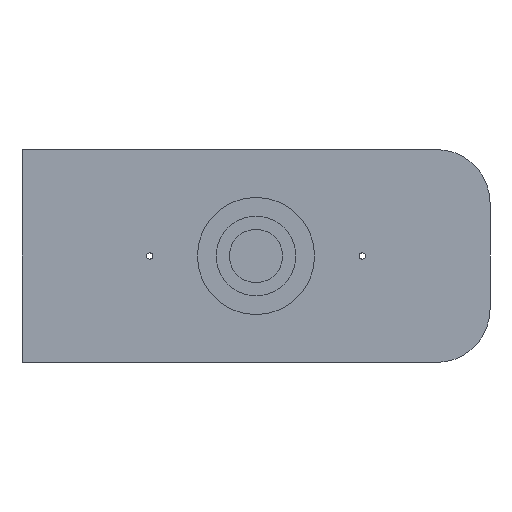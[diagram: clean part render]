
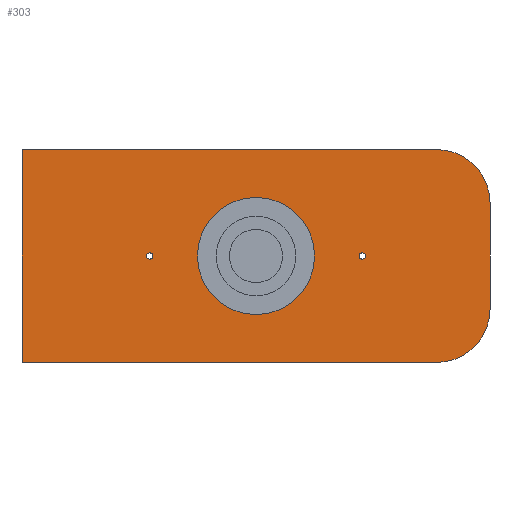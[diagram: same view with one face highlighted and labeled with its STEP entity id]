
A CAD part, front view. The second image highlights one B-rep face of the part: STEP entity #303.
In plain terms, the highlighted planar face has unit normal (0, -1, 0).
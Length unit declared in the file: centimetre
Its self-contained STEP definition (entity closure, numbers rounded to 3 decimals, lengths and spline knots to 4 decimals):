
#16=FACE_BOUND('',#56,.T.);
#17=FACE_BOUND('',#57,.T.);
#18=FACE_BOUND('',#58,.T.);
#23=PLANE('',#355);
#37=FACE_OUTER_BOUND('',#55,.T.);
#55=EDGE_LOOP('',(#227,#228,#229,#230,#231,#232));
#56=EDGE_LOOP('',(#233));
#57=EDGE_LOOP('',(#234));
#58=EDGE_LOOP('',(#235,#236));
#74=LINE('',#511,#93);
#75=LINE('',#515,#94);
#76=LINE('',#517,#95);
#77=LINE('',#518,#96);
#93=VECTOR('',#425,1.);
#94=VECTOR('',#428,1.);
#95=VECTOR('',#429,1.);
#96=VECTOR('',#430,1.);
#109=CIRCLE('',#335,0.6);
#112=CIRCLE('',#339,0.6);
#121=CIRCLE('',#352,11.);
#122=CIRCLE('',#353,11.);
#123=CIRCLE('',#356,10.);
#124=CIRCLE('',#357,10.);
#129=VERTEX_POINT('',#467);
#132=VERTEX_POINT('',#475);
#141=VERTEX_POINT('',#500);
#142=VERTEX_POINT('',#502);
#143=VERTEX_POINT('',#507);
#144=VERTEX_POINT('',#508);
#145=VERTEX_POINT('',#510);
#146=VERTEX_POINT('',#512);
#147=VERTEX_POINT('',#514);
#148=VERTEX_POINT('',#516);
#158=EDGE_CURVE('',#129,#129,#109,.T.);
#162=EDGE_CURVE('',#132,#132,#112,.T.);
#174=EDGE_CURVE('',#142,#141,#121,.T.);
#175=EDGE_CURVE('',#141,#142,#122,.T.);
#176=EDGE_CURVE('',#143,#144,#123,.T.);
#177=EDGE_CURVE('',#145,#143,#74,.T.);
#178=EDGE_CURVE('',#146,#145,#124,.T.);
#179=EDGE_CURVE('',#147,#146,#75,.T.);
#180=EDGE_CURVE('',#148,#147,#76,.T.);
#181=EDGE_CURVE('',#144,#148,#77,.T.);
#227=ORIENTED_EDGE('',*,*,#176,.F.);
#228=ORIENTED_EDGE('',*,*,#177,.F.);
#229=ORIENTED_EDGE('',*,*,#178,.F.);
#230=ORIENTED_EDGE('',*,*,#179,.F.);
#231=ORIENTED_EDGE('',*,*,#180,.F.);
#232=ORIENTED_EDGE('',*,*,#181,.F.);
#233=ORIENTED_EDGE('',*,*,#158,.T.);
#234=ORIENTED_EDGE('',*,*,#162,.T.);
#235=ORIENTED_EDGE('',*,*,#174,.T.);
#236=ORIENTED_EDGE('',*,*,#175,.T.);
#303=ADVANCED_FACE('',(#37,#16,#17,#18),#23,.F.);
#335=AXIS2_PLACEMENT_3D('',#469,#377,#378);
#339=AXIS2_PLACEMENT_3D('',#477,#386,#387);
#352=AXIS2_PLACEMENT_3D('',#503,#415,#416);
#353=AXIS2_PLACEMENT_3D('',#504,#417,#418);
#355=AXIS2_PLACEMENT_3D('',#506,#421,#422);
#356=AXIS2_PLACEMENT_3D('',#509,#423,#424);
#357=AXIS2_PLACEMENT_3D('',#513,#426,#427);
#377=DIRECTION('center_axis',(0.,1.,0.));
#378=DIRECTION('ref_axis',(1.,0.,0.));
#386=DIRECTION('center_axis',(0.,1.,0.));
#387=DIRECTION('ref_axis',(1.,0.,0.));
#415=DIRECTION('center_axis',(0.,1.,0.));
#416=DIRECTION('ref_axis',(1.,0.,0.));
#417=DIRECTION('center_axis',(0.,1.,0.));
#418=DIRECTION('ref_axis',(1.,0.,0.));
#421=DIRECTION('center_axis',(0.,1.,0.));
#422=DIRECTION('ref_axis',(0.,0.,1.));
#423=DIRECTION('center_axis',(0.,1.,0.));
#424=DIRECTION('ref_axis',(0.707,0.,-0.707));
#425=DIRECTION('',(0.,0.,-1.));
#426=DIRECTION('center_axis',(0.,1.,0.));
#427=DIRECTION('ref_axis',(0.707,0.,0.707));
#428=DIRECTION('',(1.,0.,0.));
#429=DIRECTION('',(0.,0.,1.));
#430=DIRECTION('',(-1.,0.,0.));
#467=CARTESIAN_POINT('',(19.4,0.,0.));
#469=CARTESIAN_POINT('Origin',(20.,0.,0.));
#475=CARTESIAN_POINT('',(-20.6,0.,0.));
#477=CARTESIAN_POINT('Origin',(-20.,0.,0.));
#500=CARTESIAN_POINT('',(-11.,0.,0.));
#502=CARTESIAN_POINT('',(11.,0.,0.));
#503=CARTESIAN_POINT('Origin',(0.,0.,0.));
#504=CARTESIAN_POINT('Origin',(0.,0.,0.));
#506=CARTESIAN_POINT('Origin',(0.,0.,0.));
#507=CARTESIAN_POINT('',(44.,0.,-10.));
#508=CARTESIAN_POINT('',(34.,0.,-20.));
#509=CARTESIAN_POINT('Origin',(34.,0.,-10.));
#510=CARTESIAN_POINT('',(44.,0.,10.));
#511=CARTESIAN_POINT('',(44.,0.,20.));
#512=CARTESIAN_POINT('',(34.,0.,20.));
#513=CARTESIAN_POINT('Origin',(34.,0.,10.));
#514=CARTESIAN_POINT('',(-44.,0.,20.));
#515=CARTESIAN_POINT('',(-44.,0.,20.));
#516=CARTESIAN_POINT('',(-44.,0.,-20.));
#517=CARTESIAN_POINT('',(-44.,0.,-20.));
#518=CARTESIAN_POINT('',(44.,0.,-20.));
